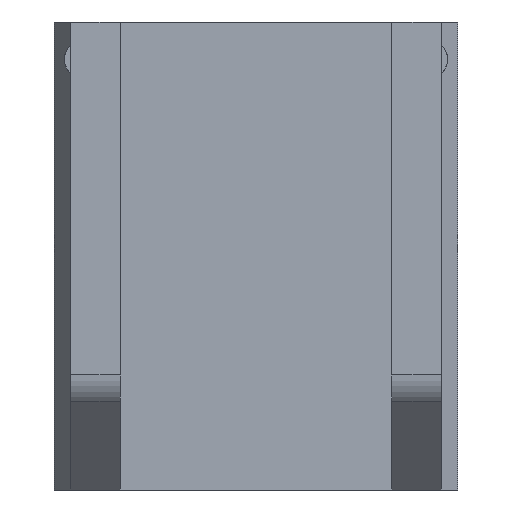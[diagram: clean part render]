
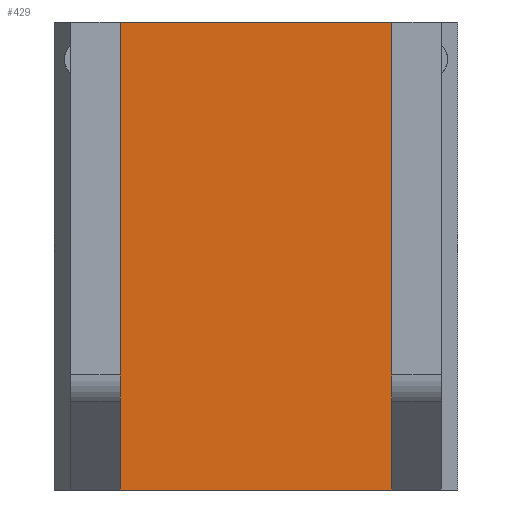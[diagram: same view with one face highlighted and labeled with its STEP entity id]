
A CAD part, front view. The second image highlights one B-rep face of the part: STEP entity #429.
In plain terms, the highlighted planar face has unit normal (0, -1, 0).
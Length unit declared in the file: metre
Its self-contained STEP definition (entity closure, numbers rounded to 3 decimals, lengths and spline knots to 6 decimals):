
#30=LINE('',#623,#76);
#50=LINE('',#667,#96);
#60=LINE('',#696,#106);
#65=LINE('',#710,#111);
#76=VECTOR('',#501,1.);
#96=VECTOR('',#535,1.);
#106=VECTOR('',#569,1.);
#111=VECTOR('',#586,1.);
#224=ORIENTED_EDGE('',*,*,#264,.T.);
#225=ORIENTED_EDGE('',*,*,#278,.T.);
#226=ORIENTED_EDGE('',*,*,#241,.F.);
#227=ORIENTED_EDGE('',*,*,#285,.F.);
#241=EDGE_CURVE('',#299,#300,#30,.F.);
#264=EDGE_CURVE('',#316,#317,#50,.T.);
#278=EDGE_CURVE('',#317,#300,#60,.F.);
#285=EDGE_CURVE('',#316,#299,#65,.F.);
#299=VERTEX_POINT('',#624);
#300=VERTEX_POINT('',#625);
#316=VERTEX_POINT('',#668);
#317=VERTEX_POINT('',#669);
#363=EDGE_LOOP('',(#224,#225,#226,#227));
#391=FACE_BOUND('',#363,.T.);
#407=PLANE('',#476);
#429=ADVANCED_FACE('',(#391),#407,.F.);
#476=AXIS2_PLACEMENT_3D('',#713,#591,#592);
#501=DIRECTION('',(1.,0.,0.));
#535=DIRECTION('',(-1.,0.,0.));
#569=DIRECTION('',(0.,0.,1.));
#586=DIRECTION('',(0.,0.,1.));
#591=DIRECTION('',(0.,1.,0.));
#592=DIRECTION('',(-1.,0.,0.));
#623=CARTESIAN_POINT('',(-0.046,-0.0603,0.0454));
#624=CARTESIAN_POINT('',(-0.0351,-0.0603,0.0454));
#625=CARTESIAN_POINT('',(-0.0569,-0.0603,0.0454));
#667=CARTESIAN_POINT('',(0.,-0.0603,0.083));
#668=CARTESIAN_POINT('',(-0.0351,-0.0603,0.083));
#669=CARTESIAN_POINT('',(-0.0569,-0.0603,0.083));
#696=CARTESIAN_POINT('',(-0.0569,-0.0603,0.395478));
#710=CARTESIAN_POINT('',(-0.0351,-0.0603,0.395478));
#713=CARTESIAN_POINT('',(-0.046,-0.0603,0.395478));
